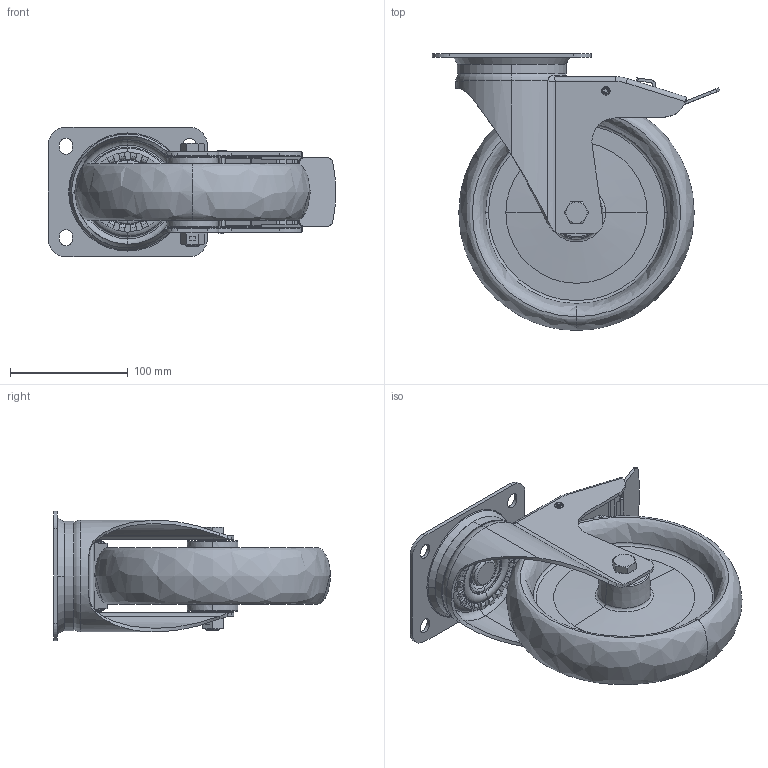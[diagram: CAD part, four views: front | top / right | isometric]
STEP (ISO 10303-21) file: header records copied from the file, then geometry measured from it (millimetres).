
FILE_DESCRIPTION (( 'STEP AP214' ), '1' );
FILE_NAME ('0056082.step', '2023-06-28T09:26:27', ( '' ), ( '' ), 'SwSTEP 2.0', 'SolidWorks 2020', '' );
FILE_SCHEMA (( 'AUTOMOTIVE_DESIGN' ));
Length unit declared in the file: millimetre
Products named in the file (1): 0056082
Bounding box: 244.14 x 234.99 x 110 mm (x, y, z)
Volume: 904071.3 mm3; surface area: 287032.9 mm2
Topology: 19 solids, 19 shells, 1306 faces, 3284 edges, 2037 vertices
Faces by surface type: plane 565, cylinder 298, torus 219, cone 102, bspline 84, sphere 38
Entity records: 61194 total; most frequent: CARTESIAN_POINT 15568, DIRECTION 6588, ORIENTED_EDGE 6472, EDGE_CURVE 3236, AXIS2_PLACEMENT_3D 2515, VERTEX_POINT 2013, LINE 1558, VECTOR 1558
